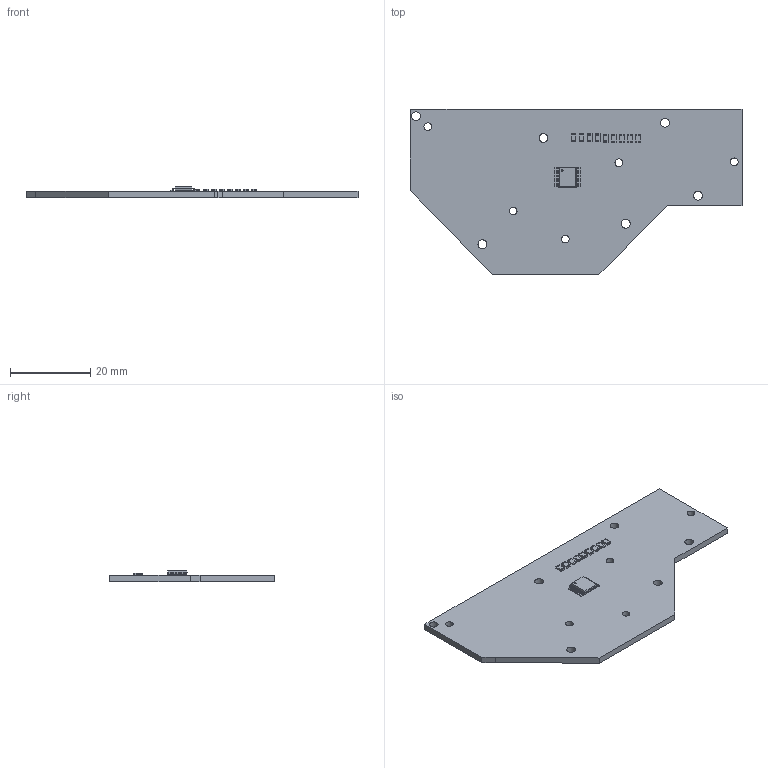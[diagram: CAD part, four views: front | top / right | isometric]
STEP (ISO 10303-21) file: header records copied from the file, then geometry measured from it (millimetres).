
FILE_DESCRIPTION(('KiCad electronic assembly'),'2;1');
FILE_NAME('Button PCB.step','2021-07-21T15:59:07',('An Author'),( 'A Company'),'Open CASCADE STEP processor 6.9', 'KiCad to STEP converter','Unknown');
FILE_SCHEMA(('AUTOMOTIVE_DESIGN { 1 0 10303 214 1 1 1 1 }'));
Length unit declared in the file: millimetre
Products named in the file (6): Open CASCADE STEP translator 6.9 1; TSSOP-16_4.4x5mm_P0.65mm; SOLID; R_0805_2012Metric; COMPOUND
Assembly tree (13 placements, depth 3):
  Open CASCADE STEP translator 6.9 1
    TSSOP-16_4.4x5mm_P0.65mm
      SOLID
    R_0805_2012Metric  x9
      SOLID
    COMPOUND
Bounding box: 82.62 x 41.08 x 2.75 mm (x, y, z)
Volume: 4315.5 mm3; surface area: 5977.5 mm2
Topology: 11 solids, 11 shells, 519 faces, 1376 edges, 880 vertices
Faces by surface type: plane 343, cylinder 148, bspline 28
Full cylindrical faces by diameter (mm): 0.5 x1, 1.9 x5, 2.2 x6
Entity records: 23264 total; most frequent: CARTESIAN_POINT 4547, DIRECTION 3079, LINE 2076, VECTOR 2076, ORIENTED_EDGE 1664, PCURVE 1664, DEFINITIONAL_REPRESENTATION 1664, EDGE_CURVE 832
